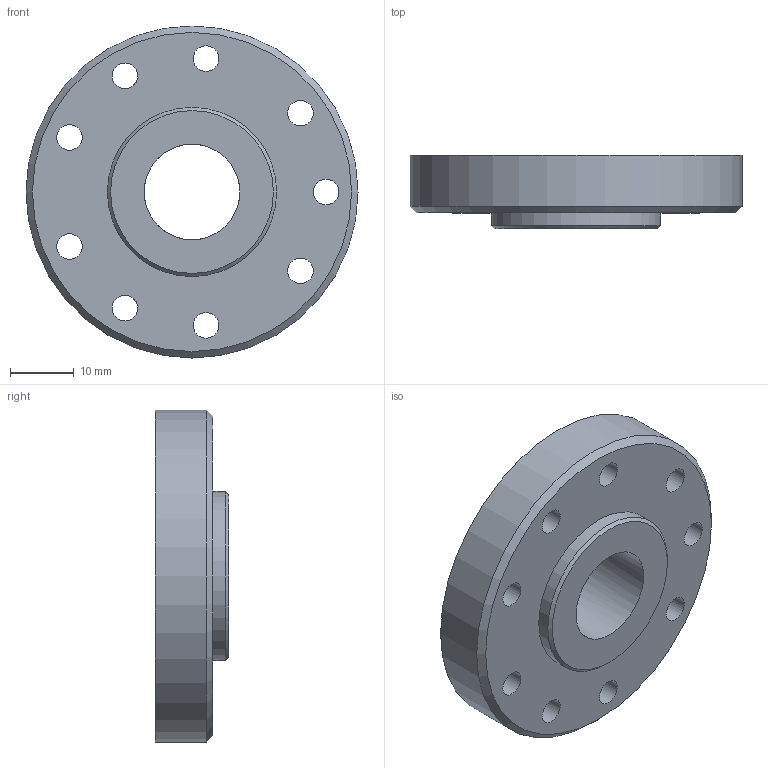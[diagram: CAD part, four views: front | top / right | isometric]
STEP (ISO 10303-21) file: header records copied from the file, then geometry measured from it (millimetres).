
FILE_DESCRIPTION(/* description */ (''),/* implementation_level */ '2;1');
FILE_NAME(/* name */ 'Boardnamics M1 Drive_Drill Guide - 12 deg.step',/* time_stamp */ '2021-03-17T18:25:41-05:00',/* author */ (''),/* organization */ (''),/* preprocessor_version */ 'ST-DEVELOPER v18.1',/* originating_system */ 'Autodesk Translation Framework v9.10.0.1330',/* authorisation */ '');
FILE_SCHEMA (('AUTOMOTIVE_DESIGN { 1 0 10303 214 3 1 1 }'));
Length unit declared in the file: millimetre
Products named in the file (1): Boardnamics M1 Drive_Drill Guide - 12 deg
Bounding box: 52 x 11.5 x 52 mm (x, y, z)
Volume: 17164.2 mm3; surface area: 6819.5 mm2
Topology: 1 solids, 1 shells, 38 faces, 98 edges, 60 vertices
Faces by surface type: cylinder 18, cone 11, plane 9
Full cylindrical faces by diameter (mm): 4 x9, 15 x1, 26.5 x1, 52 x1
Entity records: 1304 total; most frequent: CARTESIAN_POINT 317, DIRECTION 197, ORIENTED_EDGE 196, EDGE_CURVE 98, AXIS2_PLACEMENT_3D 78, VERTEX_POINT 60, EDGE_LOOP 56, LINE 41
